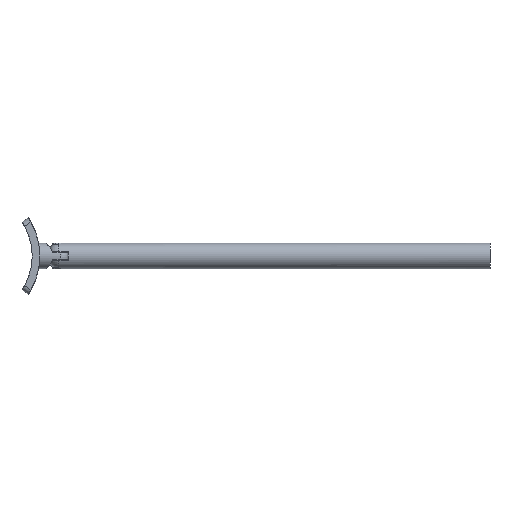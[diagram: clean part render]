
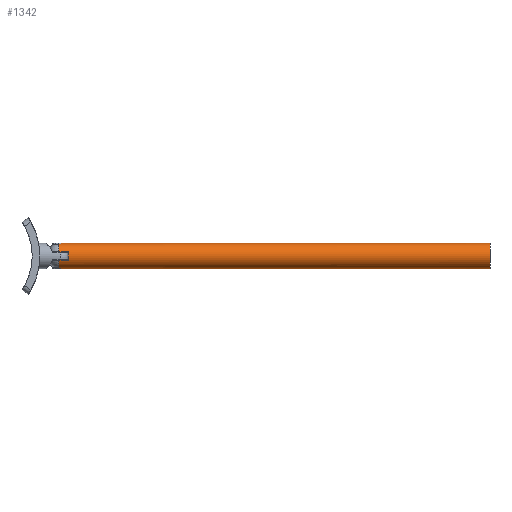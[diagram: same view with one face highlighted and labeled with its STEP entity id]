
A CAD part, front view. The second image highlights one B-rep face of the part: STEP entity #1342.
In plain terms, the highlighted cylindrical face has radius 5 mm (diameter 10 mm), a partial arc.
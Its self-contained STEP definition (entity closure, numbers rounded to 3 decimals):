
#15 = DIRECTION ( 'NONE',  ( -1., 0., 0. ) ) ;
#53 = CIRCLE ( 'NONE', #1531, 5. ) ;
#58 = EDGE_CURVE ( 'NONE', #1288, #619, #1007, .T. ) ;
#114 = DIRECTION ( 'NONE',  ( 0., 0., -1. ) ) ;
#162 = LINE ( 'NONE', #1768, #1534 ) ;
#189 = DIRECTION ( 'NONE',  ( 1., 0., 0. ) ) ;
#218 = CARTESIAN_POINT ( 'NONE',  ( 180., -4.736, -1.604 ) ) ;
#232 = CARTESIAN_POINT ( 'NONE',  ( 10.5, -4.736, -1.604 ) ) ;
#287 = CYLINDRICAL_SURFACE ( 'NONE', #933, 5. ) ;
#288 = ORIENTED_EDGE ( 'NONE', *, *, #1536, .T. ) ;
#295 = CARTESIAN_POINT ( 'NONE',  ( 180., 0., -5. ) ) ;
#303 = FACE_OUTER_BOUND ( 'NONE', #1449, .T. ) ;
#323 = LINE ( 'NONE', #597, #1151 ) ;
#385 = DIRECTION ( 'NONE',  ( 0., 0., -1. ) ) ;
#388 = EDGE_CURVE ( 'NONE', #1288, #1685, #1846, .T. ) ;
#411 = DIRECTION ( 'NONE',  ( 1., 0., 0. ) ) ;
#421 = CIRCLE ( 'NONE', #1664, 5. ) ;
#429 = EDGE_CURVE ( 'NONE', #1593, #747, #162, .T. ) ;
#524 = LINE ( 'NONE', #218, #1262 ) ;
#589 = CARTESIAN_POINT ( 'NONE',  ( 180., 0., 5. ) ) ;
#597 = CARTESIAN_POINT ( 'NONE',  ( 180., 0., -5. ) ) ;
#619 = VERTEX_POINT ( 'NONE', #1198 ) ;
#663 = ORIENTED_EDGE ( 'NONE', *, *, #1795, .T. ) ;
#667 = CARTESIAN_POINT ( 'NONE',  ( 10.5, -4.736, 1.604 ) ) ;
#679 = DIRECTION ( 'NONE',  ( -1., 0., 0. ) ) ;
#722 = CARTESIAN_POINT ( 'NONE',  ( 180., 0., 0. ) ) ;
#747 = VERTEX_POINT ( 'NONE', #836 ) ;
#820 = EDGE_CURVE ( 'NONE', #1685, #1541, #323, .T. ) ;
#836 = CARTESIAN_POINT ( 'NONE',  ( 14.214, -4.736, 1.604 ) ) ;
#877 = DIRECTION ( 'NONE',  ( -1., 0., 0. ) ) ;
#884 = DIRECTION ( 'NONE',  ( 0., 0., -1. ) ) ;
#889 = DIRECTION ( 'NONE',  ( 0., 0., -1. ) ) ;
#891 = CARTESIAN_POINT ( 'NONE',  ( 14.214, 0., 0. ) ) ;
#933 = AXIS2_PLACEMENT_3D ( 'NONE', #722, #15, #1469 ) ;
#969 = DIRECTION ( 'NONE',  ( 1., 0., 0. ) ) ;
#1007 = LINE ( 'NONE', #589, #1731 ) ;
#1029 = CARTESIAN_POINT ( 'NONE',  ( 180., 0., 0. ) ) ;
#1116 = CARTESIAN_POINT ( 'NONE',  ( 10.5, 0., 0. ) ) ;
#1151 = VECTOR ( 'NONE', #877, 1000. ) ;
#1198 = CARTESIAN_POINT ( 'NONE',  ( 10.5, 0., 5. ) ) ;
#1207 = AXIS2_PLACEMENT_3D ( 'NONE', #1029, #189, #889 ) ;
#1241 = VERTEX_POINT ( 'NONE', #232 ) ;
#1242 = CARTESIAN_POINT ( 'NONE',  ( 10.5, 0., 0. ) ) ;
#1262 = VECTOR ( 'NONE', #679, 1000. ) ;
#1288 = VERTEX_POINT ( 'NONE', #1550 ) ;
#1312 = DIRECTION ( 'NONE',  ( 1., 0., 0. ) ) ;
#1342 = ADVANCED_FACE ( 'NONE', ( #303 ), #287, .T. ) ;
#1374 = EDGE_CURVE ( 'NONE', #747, #1377, #53, .T. ) ;
#1377 = VERTEX_POINT ( 'NONE', #1626 ) ;
#1403 = CARTESIAN_POINT ( 'NONE',  ( 10.5, 0., -5. ) ) ;
#1449 = EDGE_LOOP ( 'NONE', ( #1669, #1708, #1556, #663, #1509, #1861, #288, #1645 ) ) ;
#1469 = DIRECTION ( 'NONE',  ( 0., 0., 1. ) ) ;
#1509 = ORIENTED_EDGE ( 'NONE', *, *, #429, .T. ) ;
#1531 = AXIS2_PLACEMENT_3D ( 'NONE', #891, #1770, #884 ) ;
#1534 = VECTOR ( 'NONE', #1312, 1000. ) ;
#1536 = EDGE_CURVE ( 'NONE', #1377, #1241, #524, .T. ) ;
#1541 = VERTEX_POINT ( 'NONE', #1403 ) ;
#1550 = CARTESIAN_POINT ( 'NONE',  ( 180., 0., 5. ) ) ;
#1556 = ORIENTED_EDGE ( 'NONE', *, *, #58, .T. ) ;
#1593 = VERTEX_POINT ( 'NONE', #667 ) ;
#1611 = EDGE_CURVE ( 'NONE', #1241, #1541, #421, .T. ) ;
#1612 = DIRECTION ( 'NONE',  ( -1., 0., 0. ) ) ;
#1626 = CARTESIAN_POINT ( 'NONE',  ( 14.214, -4.736, -1.604 ) ) ;
#1645 = ORIENTED_EDGE ( 'NONE', *, *, #1611, .T. ) ;
#1646 = CIRCLE ( 'NONE', #1867, 5. ) ;
#1664 = AXIS2_PLACEMENT_3D ( 'NONE', #1116, #411, #114 ) ;
#1669 = ORIENTED_EDGE ( 'NONE', *, *, #820, .F. ) ;
#1685 = VERTEX_POINT ( 'NONE', #295 ) ;
#1708 = ORIENTED_EDGE ( 'NONE', *, *, #388, .F. ) ;
#1731 = VECTOR ( 'NONE', #1612, 1000. ) ;
#1768 = CARTESIAN_POINT ( 'NONE',  ( 180., -4.736, 1.604 ) ) ;
#1770 = DIRECTION ( 'NONE',  ( 1., 0., 0. ) ) ;
#1795 = EDGE_CURVE ( 'NONE', #619, #1593, #1646, .T. ) ;
#1846 = CIRCLE ( 'NONE', #1207, 5. ) ;
#1861 = ORIENTED_EDGE ( 'NONE', *, *, #1374, .T. ) ;
#1867 = AXIS2_PLACEMENT_3D ( 'NONE', #1242, #969, #385 ) ;
